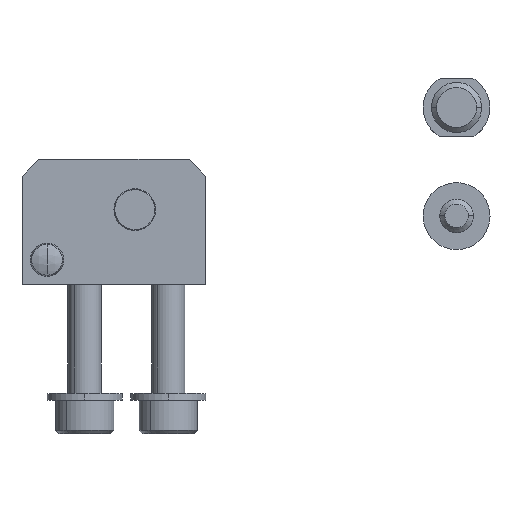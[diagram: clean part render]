
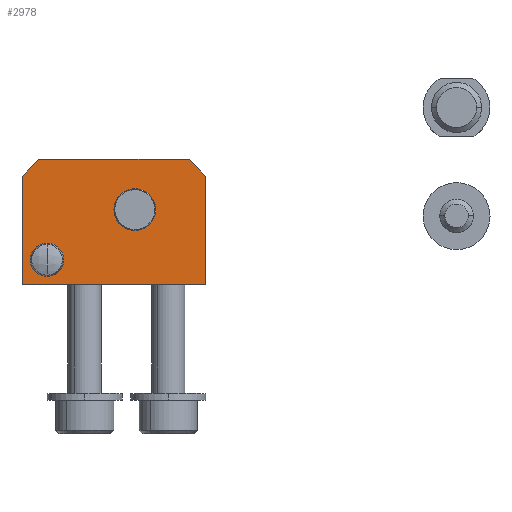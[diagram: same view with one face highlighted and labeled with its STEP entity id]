
A CAD part, top view. The second image highlights one B-rep face of the part: STEP entity #2978.
In plain terms, the highlighted planar face has unit normal (0, 0, 1).
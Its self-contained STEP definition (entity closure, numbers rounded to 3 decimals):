
#3 = VERTEX_POINT ( 'NONE', #3227 ) ;
#8 = DIRECTION ( 'NONE',  ( 1., 0., 0. ) ) ;
#20 = CIRCLE ( 'NONE', #4197, 2.5 ) ;
#45 = EDGE_CURVE ( 'NONE', #2792, #3399, #4155, .T. ) ;
#159 = DIRECTION ( 'NONE',  ( -1., 0., 0. ) ) ;
#217 = ORIENTED_EDGE ( 'NONE', *, *, #1307, .T. ) ;
#235 = VECTOR ( 'NONE', #1360, 1000. ) ;
#265 = VERTEX_POINT ( 'NONE', #1040 ) ;
#407 = ORIENTED_EDGE ( 'NONE', *, *, #3319, .T. ) ;
#492 = CARTESIAN_POINT ( 'NONE',  ( -8., 3., 2.5 ) ) ;
#493 = LINE ( 'NONE', #4150, #811 ) ;
#513 = VERTEX_POINT ( 'NONE', #3811 ) ;
#595 = DIRECTION ( 'NONE',  ( -0.707, -0.707, 0. ) ) ;
#811 = VECTOR ( 'NONE', #3169, 1000. ) ;
#824 = DIRECTION ( 'NONE',  ( 0., 0., -1. ) ) ;
#837 = CARTESIAN_POINT ( 'NONE',  ( -8., 3., 2.5 ) ) ;
#840 = LINE ( 'NONE', #4030, #2477 ) ;
#862 = DIRECTION ( 'NONE',  ( 0., 0., -1. ) ) ;
#897 = DIRECTION ( 'NONE',  ( -1., 0., 0. ) ) ;
#952 = ORIENTED_EDGE ( 'NONE', *, *, #1031, .F. ) ;
#954 = DIRECTION ( 'NONE',  ( 1., 0., 0. ) ) ;
#1031 = EDGE_CURVE ( 'NONE', #2792, #2392, #1302, .T. ) ;
#1040 = CARTESIAN_POINT ( 'NONE',  ( 11., 13., 2.5 ) ) ;
#1056 = CARTESIAN_POINT ( 'NONE',  ( -11., 13., 2.5 ) ) ;
#1215 = VERTEX_POINT ( 'NONE', #3396 ) ;
#1227 = AXIS2_PLACEMENT_3D ( 'NONE', #3867, #3895, #897 ) ;
#1302 = LINE ( 'NONE', #3583, #3432 ) ;
#1307 = EDGE_CURVE ( 'NONE', #1894, #3507, #3272, .T. ) ;
#1360 = DIRECTION ( 'NONE',  ( 0., -1., 0. ) ) ;
#1374 = CARTESIAN_POINT ( 'NONE',  ( -9., 15., 2.5 ) ) ;
#1401 = EDGE_CURVE ( 'NONE', #265, #2392, #493, .T. ) ;
#1514 = DIRECTION ( 'NONE',  ( -1., 0., 0. ) ) ;
#1534 = CARTESIAN_POINT ( 'NONE',  ( 2.5, 9., 2.5 ) ) ;
#1595 = EDGE_CURVE ( 'NONE', #265, #3469, #2712, .T. ) ;
#1625 = CARTESIAN_POINT ( 'NONE',  ( 9., 15., 2.5 ) ) ;
#1649 = EDGE_LOOP ( 'NONE', ( #952, #2122, #407, #2063, #1953, #4023 ) ) ;
#1683 = CARTESIAN_POINT ( 'NONE',  ( 11., 15., 2.5 ) ) ;
#1712 = EDGE_CURVE ( 'NONE', #1215, #3469, #2559, .T. ) ;
#1822 = CARTESIAN_POINT ( 'NONE',  ( -11., 15., 2.5 ) ) ;
#1894 = VERTEX_POINT ( 'NONE', #3885 ) ;
#1899 = CIRCLE ( 'NONE', #4276, 2. ) ;
#1928 = VECTOR ( 'NONE', #8, 1000. ) ;
#1951 = ORIENTED_EDGE ( 'NONE', *, *, #3027, .T. ) ;
#1953 = ORIENTED_EDGE ( 'NONE', *, *, #1595, .F. ) ;
#2063 = ORIENTED_EDGE ( 'NONE', *, *, #1712, .T. ) ;
#2075 = CARTESIAN_POINT ( 'NONE',  ( -11., 0., 2.5 ) ) ;
#2122 = ORIENTED_EDGE ( 'NONE', *, *, #45, .T. ) ;
#2155 = DIRECTION ( 'NONE',  ( 0., 0., -1. ) ) ;
#2185 = AXIS2_PLACEMENT_3D ( 'NONE', #1822, #862, #159 ) ;
#2340 = FACE_BOUND ( 'NONE', #3972, .T. ) ;
#2392 = VERTEX_POINT ( 'NONE', #1625 ) ;
#2450 = CARTESIAN_POINT ( 'NONE',  ( 11., 0., 2.5 ) ) ;
#2477 = VECTOR ( 'NONE', #3742, 1000. ) ;
#2524 = DIRECTION ( 'NONE',  ( -1., 0., 0. ) ) ;
#2559 = LINE ( 'NONE', #2075, #1928 ) ;
#2621 = CARTESIAN_POINT ( 'NONE',  ( -9., 15., 2.5 ) ) ;
#2712 = LINE ( 'NONE', #1683, #235 ) ;
#2791 = ORIENTED_EDGE ( 'NONE', *, *, #3518, .T. ) ;
#2792 = VERTEX_POINT ( 'NONE', #1374 ) ;
#2855 = CIRCLE ( 'NONE', #1227, 2.5 ) ;
#2861 = DIRECTION ( 'NONE',  ( 0., 0., -1. ) ) ;
#2978 = ADVANCED_FACE ( 'NONE', ( #2340, #4287, #4185 ), #4176, .F. ) ;
#3027 = EDGE_CURVE ( 'NONE', #3, #513, #20, .T. ) ;
#3169 = DIRECTION ( 'NONE',  ( -0.707, 0.707, 0. ) ) ;
#3227 = CARTESIAN_POINT ( 'NONE',  ( 5., 9., 2.5 ) ) ;
#3272 = CIRCLE ( 'NONE', #4297, 2. ) ;
#3290 = ORIENTED_EDGE ( 'NONE', *, *, #4193, .T. ) ;
#3319 = EDGE_CURVE ( 'NONE', #3399, #1215, #840, .T. ) ;
#3396 = CARTESIAN_POINT ( 'NONE',  ( -11., 0., 2.5 ) ) ;
#3399 = VERTEX_POINT ( 'NONE', #1056 ) ;
#3432 = VECTOR ( 'NONE', #954, 1000. ) ;
#3469 = VERTEX_POINT ( 'NONE', #2450 ) ;
#3507 = VERTEX_POINT ( 'NONE', #4110 ) ;
#3518 = EDGE_CURVE ( 'NONE', #3507, #1894, #1899, .T. ) ;
#3583 = CARTESIAN_POINT ( 'NONE',  ( -11., 15., 2.5 ) ) ;
#3693 = EDGE_LOOP ( 'NONE', ( #3290, #1951 ) ) ;
#3742 = DIRECTION ( 'NONE',  ( 0., -1., 0. ) ) ;
#3811 = CARTESIAN_POINT ( 'NONE',  ( 0., 9., 2.5 ) ) ;
#3816 = DIRECTION ( 'NONE',  ( -1., 0., 0. ) ) ;
#3867 = CARTESIAN_POINT ( 'NONE',  ( 2.5, 9., 2.5 ) ) ;
#3885 = CARTESIAN_POINT ( 'NONE',  ( -6., 3., 2.5 ) ) ;
#3895 = DIRECTION ( 'NONE',  ( 0., 0., -1. ) ) ;
#3972 = EDGE_LOOP ( 'NONE', ( #2791, #217 ) ) ;
#4023 = ORIENTED_EDGE ( 'NONE', *, *, #1401, .T. ) ;
#4030 = CARTESIAN_POINT ( 'NONE',  ( -11., 15., 2.5 ) ) ;
#4102 = VECTOR ( 'NONE', #595, 1000. ) ;
#4110 = CARTESIAN_POINT ( 'NONE',  ( -10., 3., 2.5 ) ) ;
#4150 = CARTESIAN_POINT ( 'NONE',  ( 9., 15., 2.5 ) ) ;
#4155 = LINE ( 'NONE', #2621, #4102 ) ;
#4176 = PLANE ( 'NONE',  #2185 ) ;
#4185 = FACE_OUTER_BOUND ( 'NONE', #1649, .T. ) ;
#4193 = EDGE_CURVE ( 'NONE', #513, #3, #2855, .T. ) ;
#4197 = AXIS2_PLACEMENT_3D ( 'NONE', #1534, #2155, #2524 ) ;
#4276 = AXIS2_PLACEMENT_3D ( 'NONE', #837, #824, #1514 ) ;
#4287 = FACE_BOUND ( 'NONE', #3693, .T. ) ;
#4297 = AXIS2_PLACEMENT_3D ( 'NONE', #492, #2861, #3816 ) ;
